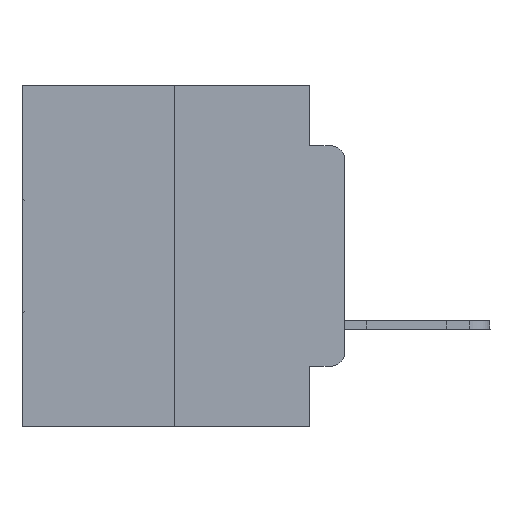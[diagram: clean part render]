
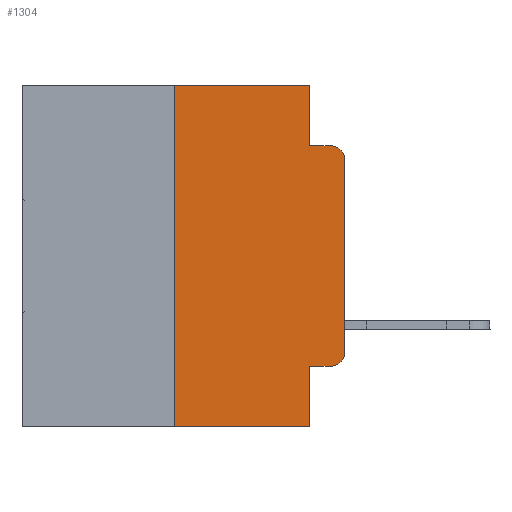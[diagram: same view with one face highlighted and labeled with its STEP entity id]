
A CAD part, left-side view. The second image highlights one B-rep face of the part: STEP entity #1304.
In plain terms, the highlighted planar face has unit normal (-1, 0, 0).
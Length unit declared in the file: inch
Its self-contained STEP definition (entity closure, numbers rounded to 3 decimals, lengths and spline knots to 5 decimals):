
#228 = CARTESIAN_POINT ( 'NONE',  ( 0., 0.051, -0.0885 ) ) ;
#278 = LINE ( 'NONE', #11347, #11161 ) ;
#1060 = CARTESIAN_POINT ( 'NONE',  ( 0., 0.473, 0. ) ) ;
#1147 = CARTESIAN_POINT ( 'NONE',  ( 0., 0.02, -0.4115 ) ) ;
#1304 = ADVANCED_FACE ( 'NONE', ( #21344 ), #11972, .F. ) ;
#2177 = DIRECTION ( 'NONE',  ( 0., 0., -1. ) ) ;
#3117 = VECTOR ( 'NONE', #14939, 39.37008 ) ;
#3227 = VECTOR ( 'NONE', #3575, 39.37008 ) ;
#3424 = CIRCLE ( 'NONE', #25781, 0.02 ) ;
#3575 = DIRECTION ( 'NONE',  ( 0., -1., 0. ) ) ;
#3719 = EDGE_CURVE ( 'NONE', #24088, #9353, #6304, .T. ) ;
#3985 = CARTESIAN_POINT ( 'NONE',  ( 0., 0.051, 0. ) ) ;
#4699 = EDGE_CURVE ( 'NONE', #13062, #24929, #5777, .T. ) ;
#4730 = DIRECTION ( 'NONE',  ( 0., -1., 0. ) ) ;
#4787 = VERTEX_POINT ( 'NONE', #8771 ) ;
#4873 = LINE ( 'NONE', #228, #11272 ) ;
#5330 = EDGE_CURVE ( 'NONE', #7116, #24088, #278, .T. ) ;
#5777 = LINE ( 'NONE', #14873, #16131 ) ;
#6041 = VECTOR ( 'NONE', #20740, 39.37008 ) ;
#6049 = DIRECTION ( 'NONE',  ( 0., 0., -1. ) ) ;
#6082 = LINE ( 'NONE', #3985, #22529 ) ;
#6122 = EDGE_CURVE ( 'NONE', #17730, #6192, #25349, .T. ) ;
#6192 = VERTEX_POINT ( 'NONE', #13921 ) ;
#6247 = AXIS2_PLACEMENT_3D ( 'NONE', #1060, #10045, #17029 ) ;
#6304 = LINE ( 'NONE', #22211, #3117 ) ;
#7116 = VERTEX_POINT ( 'NONE', #15392 ) ;
#7583 = ORIENTED_EDGE ( 'NONE', *, *, #3719, .F. ) ;
#8613 = CARTESIAN_POINT ( 'NONE',  ( 0., 0.051, -0.0885 ) ) ;
#8697 = AXIS2_PLACEMENT_3D ( 'NONE', #21235, #14854, #16635 ) ;
#8771 = CARTESIAN_POINT ( 'NONE',  ( 0., 0.051, -0.5 ) ) ;
#8888 = DIRECTION ( 'NONE',  ( -1., 0., 0. ) ) ;
#9353 = VERTEX_POINT ( 'NONE', #25119 ) ;
#9563 = DIRECTION ( 'NONE',  ( 0., 0., 1. ) ) ;
#10045 = DIRECTION ( 'NONE',  ( 1., 0., 0. ) ) ;
#11161 = VECTOR ( 'NONE', #9563, 39.37008 ) ;
#11272 = VECTOR ( 'NONE', #4730, 39.37008 ) ;
#11347 = CARTESIAN_POINT ( 'NONE',  ( 0., 0.25, 0. ) ) ;
#11671 = CARTESIAN_POINT ( 'NONE',  ( 0., 0., 0. ) ) ;
#11972 = PLANE ( 'NONE',  #6247 ) ;
#12189 = ORIENTED_EDGE ( 'NONE', *, *, #22280, .F. ) ;
#12529 = LINE ( 'NONE', #21162, #3227 ) ;
#12623 = DIRECTION ( 'NONE',  ( 0., -1., 0. ) ) ;
#12929 = VECTOR ( 'NONE', #14368, 39.37008 ) ;
#13062 = VERTEX_POINT ( 'NONE', #16650 ) ;
#13921 = CARTESIAN_POINT ( 'NONE',  ( 0., 0., -0.1085 ) ) ;
#14368 = DIRECTION ( 'NONE',  ( 0., 0., -1. ) ) ;
#14854 = DIRECTION ( 'NONE',  ( -1., 0., 0. ) ) ;
#14873 = CARTESIAN_POINT ( 'NONE',  ( 0., 0.051, -0.4115 ) ) ;
#14939 = DIRECTION ( 'NONE',  ( 0., -1., 0. ) ) ;
#15200 = EDGE_CURVE ( 'NONE', #13062, #4787, #23735, .T. ) ;
#15392 = CARTESIAN_POINT ( 'NONE',  ( 0., 0.25, -0.5 ) ) ;
#15513 = ORIENTED_EDGE ( 'NONE', *, *, #15955, .T. ) ;
#15955 = EDGE_CURVE ( 'NONE', #6192, #17780, #20562, .T. ) ;
#16074 = EDGE_CURVE ( 'NONE', #24929, #17730, #3424, .T. ) ;
#16131 = VECTOR ( 'NONE', #12623, 39.37008 ) ;
#16635 = DIRECTION ( 'NONE',  ( 0., 0., -1. ) ) ;
#16650 = CARTESIAN_POINT ( 'NONE',  ( 0., 0.051, -0.4115 ) ) ;
#17029 = DIRECTION ( 'NONE',  ( 0., 0., -1. ) ) ;
#17730 = VERTEX_POINT ( 'NONE', #28498 ) ;
#17780 = VERTEX_POINT ( 'NONE', #29089 ) ;
#19109 = EDGE_CURVE ( 'NONE', #9353, #24291, #6082, .T. ) ;
#19213 = ORIENTED_EDGE ( 'NONE', *, *, #6122, .T. ) ;
#19752 = CARTESIAN_POINT ( 'NONE',  ( 0., 0.02, -0.3915 ) ) ;
#20069 = ORIENTED_EDGE ( 'NONE', *, *, #4699, .T. ) ;
#20562 = CIRCLE ( 'NONE', #8697, 0.02 ) ;
#20740 = DIRECTION ( 'NONE',  ( 0., 0., 1. ) ) ;
#21162 = CARTESIAN_POINT ( 'NONE',  ( 0., 0.473, -0.5 ) ) ;
#21235 = CARTESIAN_POINT ( 'NONE',  ( 0., 0.02, -0.1085 ) ) ;
#21344 = FACE_OUTER_BOUND ( 'NONE', #26130, .T. ) ;
#22211 = CARTESIAN_POINT ( 'NONE',  ( 0., 0.473, 0. ) ) ;
#22280 = EDGE_CURVE ( 'NONE', #24291, #17780, #4873, .T. ) ;
#22529 = VECTOR ( 'NONE', #2177, 39.37008 ) ;
#23181 = CARTESIAN_POINT ( 'NONE',  ( 0., 0.25, 0. ) ) ;
#23183 = EDGE_CURVE ( 'NONE', #7116, #4787, #12529, .T. ) ;
#23735 = LINE ( 'NONE', #25801, #12929 ) ;
#24088 = VERTEX_POINT ( 'NONE', #23181 ) ;
#24291 = VERTEX_POINT ( 'NONE', #8613 ) ;
#24929 = VERTEX_POINT ( 'NONE', #1147 ) ;
#25119 = CARTESIAN_POINT ( 'NONE',  ( 0., 0.051, 0. ) ) ;
#25325 = ORIENTED_EDGE ( 'NONE', *, *, #23183, .T. ) ;
#25349 = LINE ( 'NONE', #11671, #6041 ) ;
#25781 = AXIS2_PLACEMENT_3D ( 'NONE', #19752, #8888, #6049 ) ;
#25801 = CARTESIAN_POINT ( 'NONE',  ( 0., 0.051, 0. ) ) ;
#26130 = EDGE_LOOP ( 'NONE', ( #19213, #15513, #12189, #26993, #7583, #27577, #25325, #27997, #20069, #28925 ) ) ;
#26993 = ORIENTED_EDGE ( 'NONE', *, *, #19109, .F. ) ;
#27577 = ORIENTED_EDGE ( 'NONE', *, *, #5330, .F. ) ;
#27997 = ORIENTED_EDGE ( 'NONE', *, *, #15200, .F. ) ;
#28498 = CARTESIAN_POINT ( 'NONE',  ( 0., 0., -0.3915 ) ) ;
#28925 = ORIENTED_EDGE ( 'NONE', *, *, #16074, .T. ) ;
#29089 = CARTESIAN_POINT ( 'NONE',  ( 0., 0.02, -0.0885 ) ) ;
